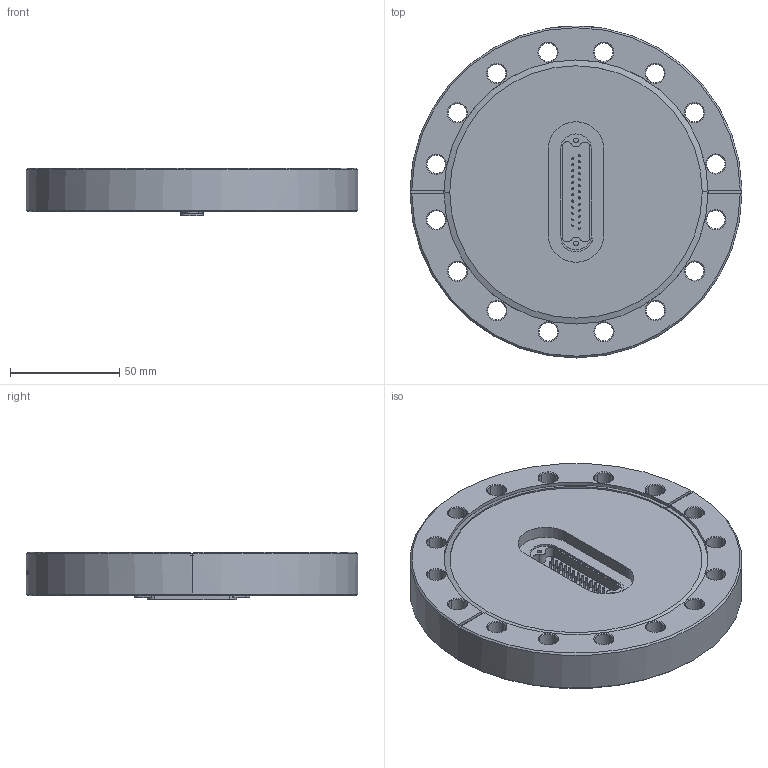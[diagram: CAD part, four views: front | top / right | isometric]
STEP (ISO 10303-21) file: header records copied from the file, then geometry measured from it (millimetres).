
FILE_DESCRIPTION(/* description */ ('Alibre Inc.'),/* implementation_level */ '2;1');
FILE_NAME(/* name */ 'export0',/* time_stamp */ '2009-06-10T15:35:12-07:00',/* author */ (''),/* organization */ (''),/* preprocessor_version */ 'ST-DEVELOPER v10',/* originating_system */ 'Alibre',/* authorisation */ '');
FILE_SCHEMA (('CONFIG_CONTROL_DESIGN'));
Length unit declared in the file: centimetre
Products named in the file (1): ID_1
Bounding box: 151.64 x 151.64 x 21.65 mm (x, y, z)
Volume: 312444.2 mm3; surface area: 56119.5 mm2
Topology: 1 solids, 1 shells, 614 faces, 1533 edges, 1008 vertices
Faces by surface type: plane 205, cylinder 148, bspline 140, cone 70, torus 50, sphere 1
Full cylindrical faces by diameter (mm): 0.94 x50, 2.156 x4
Entity records: 41500 total; most frequent: CARTESIAN_POINT 28833, ORIENTED_EDGE 2758, DIRECTION 1970, EDGE_CURVE 1379, VERTEX_POINT 958, AXIS2_PLACEMENT_3D 921, EDGE_LOOP 839, FACE_BOUND 839
